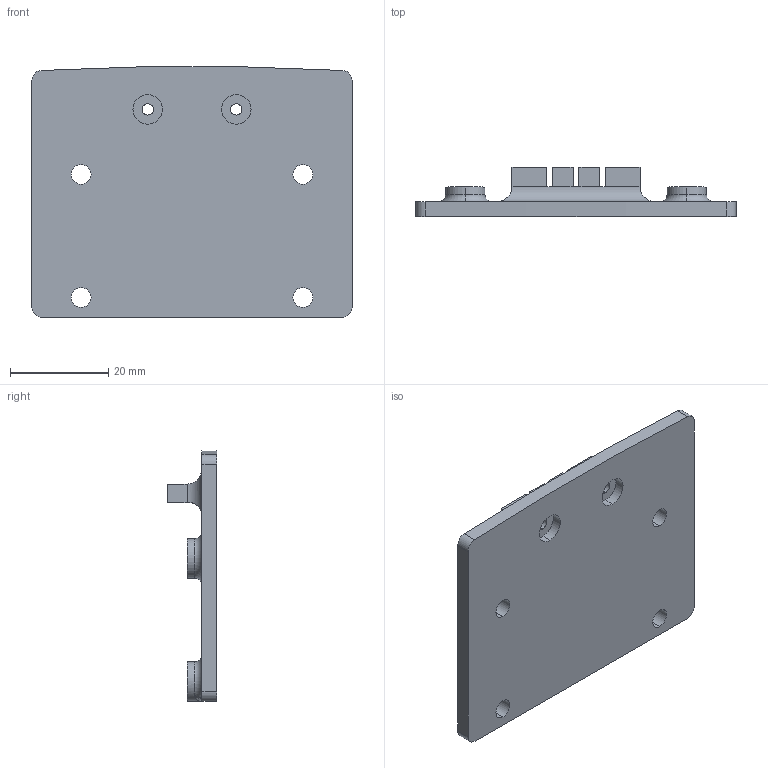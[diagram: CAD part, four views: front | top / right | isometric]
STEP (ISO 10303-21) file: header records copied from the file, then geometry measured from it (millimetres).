
FILE_DESCRIPTION (( 'STEP AP214' ), '1' );
FILE_NAME ('HEL-04-01013-01.step', '2023-07-25T09:12:57', ( '' ), ( '' ), 'SwSTEP 2.0', 'SolidWorks 2021', '' );
FILE_SCHEMA (( 'AUTOMOTIVE_DESIGN' ));
Length unit declared in the file: millimetre
Products named in the file (1): HEL-04-01013-01
Bounding box: 65 x 10 x 50.85 mm (x, y, z)
Volume: 10779.2 mm3; surface area: 8289.7 mm2
Topology: 1 solids, 1 shells, 76 faces, 189 edges, 116 vertices
Faces by surface type: cylinder 33, plane 31, torus 8, bspline 4
Entity records: 2475 total; most frequent: CARTESIAN_POINT 598, DIRECTION 401, ORIENTED_EDGE 370, EDGE_CURVE 185, AXIS2_PLACEMENT_3D 151, VERTEX_POINT 116, LINE 99, VECTOR 99
